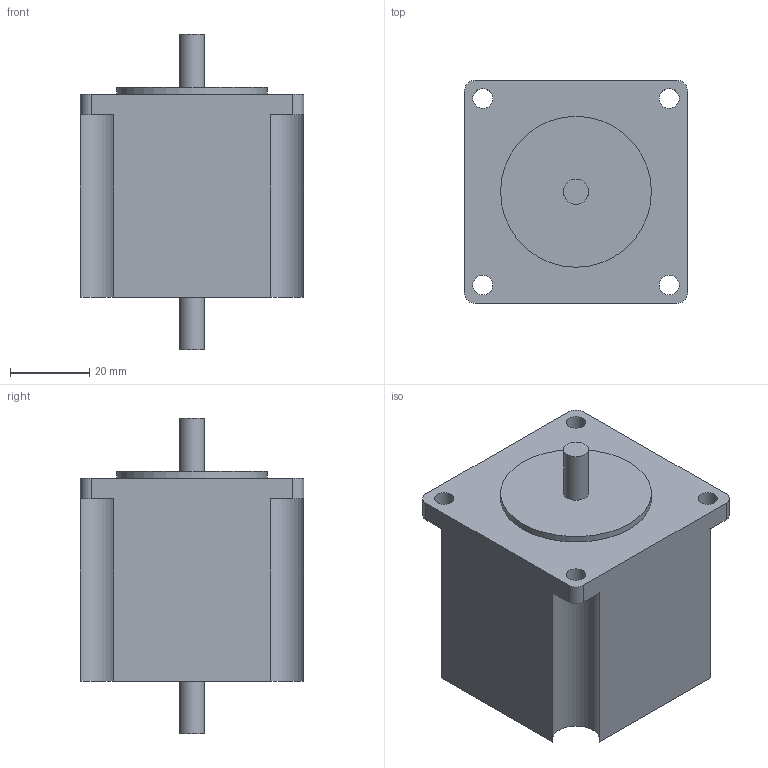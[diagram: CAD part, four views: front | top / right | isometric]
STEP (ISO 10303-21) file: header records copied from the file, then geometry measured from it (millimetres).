
FILE_DESCRIPTION( ( 'Unknown' ), '1' );
FILE_NAME( 'Motor-stepper-ST5709S1208-B-plain-shaft-short.stp', 'Unknown', ( 'Ed Sells' ), ( 'University of Bath' ), 'XStep 1.0', 'Solid Edge v19', ' ' );
FILE_SCHEMA( ( 'CONFIG_CONTROL_DESIGN' ) );
Length unit declared in the file: millimetre
Products named in the file (1): 1
Bounding box: 56.4 x 56.4 x 79.8 mm (x, y, z)
Volume: 146506.3 mm3; surface area: 19541.6 mm2
Topology: 1 solids, 1 shells, 28 faces, 72 edges, 49 vertices
Faces by surface type: cylinder 15, plane 13
Full cylindrical faces by diameter (mm): 5 x4, 6.3 x2, 38.1 x1
Entity records: 868 total; most frequent: DIRECTION 150, CARTESIAN_POINT 137, ORIENTED_EDGE 124, EDGE_CURVE 62, AXIS2_PLACEMENT_3D 59, EDGE_LOOP 46, VERTEX_POINT 46, FACE_OUTER_BOUND 35
